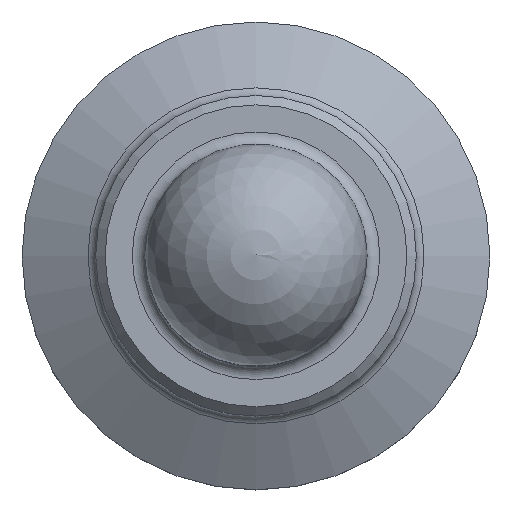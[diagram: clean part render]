
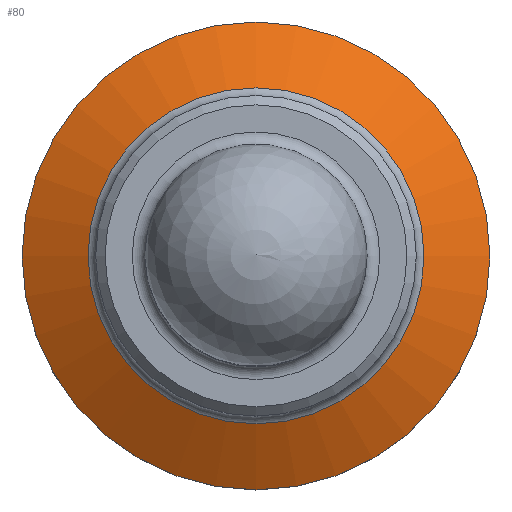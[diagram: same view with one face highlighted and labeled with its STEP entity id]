
A CAD part, top view. The second image highlights one B-rep face of the part: STEP entity #80.
In plain terms, the highlighted conical face has half-angle 61 degrees and reference radius 8.976 mm.
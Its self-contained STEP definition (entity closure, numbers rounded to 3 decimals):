
#39=CONICAL_SURFACE('',#230,8.976,61.);
#50=FACE_BOUND('',#102,.T.);
#51=FACE_BOUND('',#103,.T.);
#80=ADVANCED_FACE('',(#50,#51),#39,.T.);
#102=EDGE_LOOP('',(#134));
#103=EDGE_LOOP('',(#135));
#134=ORIENTED_EDGE('',*,*,#180,.T.);
#135=ORIENTED_EDGE('',*,*,#181,.F.);
#164=VERTEX_POINT('',#333);
#165=VERTEX_POINT('',#336);
#180=EDGE_CURVE('',#164,#164,#196,.T.);
#181=EDGE_CURVE('',#165,#165,#197,.T.);
#196=CIRCLE('',#227,12.5);
#197=CIRCLE('',#229,8.976);
#227=AXIS2_PLACEMENT_3D('',#332,#264,#265);
#229=AXIS2_PLACEMENT_3D('',#335,#268,#269);
#230=AXIS2_PLACEMENT_3D('',#337,#270,#271);
#264=DIRECTION('',(0.,0.,1.));
#265=DIRECTION('',(1.,0.,0.));
#268=DIRECTION('',(0.,0.,1.));
#269=DIRECTION('',(1.,0.,0.));
#270=DIRECTION('',(0.,0.,-1.));
#271=DIRECTION('',(-1.,0.,0.));
#332=CARTESIAN_POINT('',(45.,0.,3.5));
#333=CARTESIAN_POINT('',(57.5,0.,3.5));
#335=CARTESIAN_POINT('',(45.,0.,5.453));
#336=CARTESIAN_POINT('',(53.976,0.,5.453));
#337=CARTESIAN_POINT('',(45.,0.,5.453));
